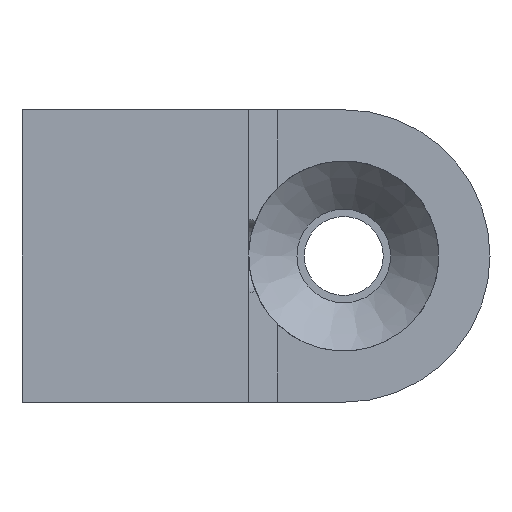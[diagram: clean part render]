
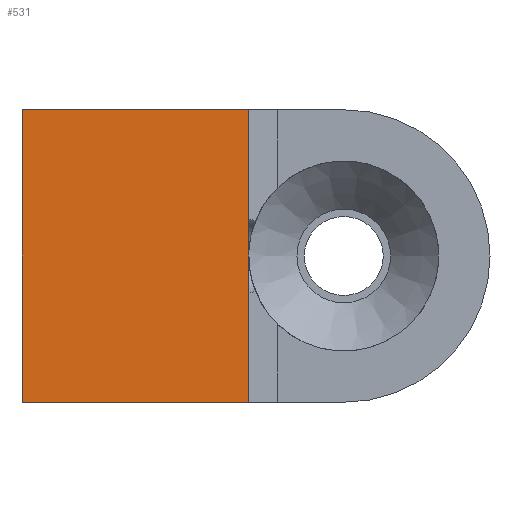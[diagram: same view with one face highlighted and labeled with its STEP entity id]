
A CAD part, left-side view. The second image highlights one B-rep face of the part: STEP entity #531.
In plain terms, the highlighted planar face has unit normal (-1, 0, 0).
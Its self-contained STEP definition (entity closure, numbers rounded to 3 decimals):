
#31=LINE('',#788,#79);
#48=LINE('',#836,#96);
#50=LINE('',#840,#98);
#66=LINE('',#882,#114);
#79=VECTOR('',#629,1000.);
#96=VECTOR('',#656,1000.);
#98=VECTOR('',#660,1000.);
#114=VECTOR('',#696,1000.);
#181=ORIENTED_EDGE('',*,*,#297,.T.);
#182=ORIENTED_EDGE('',*,*,#274,.T.);
#183=ORIENTED_EDGE('',*,*,#295,.T.);
#184=ORIENTED_EDGE('',*,*,#319,.F.);
#274=EDGE_CURVE('',#348,#347,#31,.T.);
#295=EDGE_CURVE('',#347,#366,#48,.T.);
#297=EDGE_CURVE('',#368,#348,#50,.T.);
#319=EDGE_CURVE('',#368,#366,#66,.T.);
#347=VERTEX_POINT('',#787);
#348=VERTEX_POINT('',#789);
#366=VERTEX_POINT('',#835);
#368=VERTEX_POINT('',#841);
#423=EDGE_LOOP('',(#181,#182,#183,#184));
#468=FACE_BOUND('',#423,.T.);
#508=PLANE('',#584);
#531=ADVANCED_FACE('',(#468),#508,.T.);
#584=AXIS2_PLACEMENT_3D('',#881,#694,#695);
#629=DIRECTION('',(0.,0.,1.));
#656=DIRECTION('',(0.,1.,0.));
#660=DIRECTION('',(0.,-1.,0.));
#694=DIRECTION('',(-1.,0.,0.));
#695=DIRECTION('',(0.,0.,1.));
#696=DIRECTION('',(0.,0.,1.));
#787=CARTESIAN_POINT('',(-2054.325,220.25,-280.88));
#788=CARTESIAN_POINT('',(-2054.325,220.25,-379.88));
#789=CARTESIAN_POINT('',(-2054.325,220.25,-290.88));
#835=CARTESIAN_POINT('',(-2054.325,228.,-280.88));
#836=CARTESIAN_POINT('',(-2054.325,217.,-280.88));
#840=CARTESIAN_POINT('',(-2054.325,224.,-290.88));
#841=CARTESIAN_POINT('',(-2054.325,228.,-290.88));
#881=CARTESIAN_POINT('',(-2054.325,217.,-285.88));
#882=CARTESIAN_POINT('',(-2054.325,228.,-290.88));
